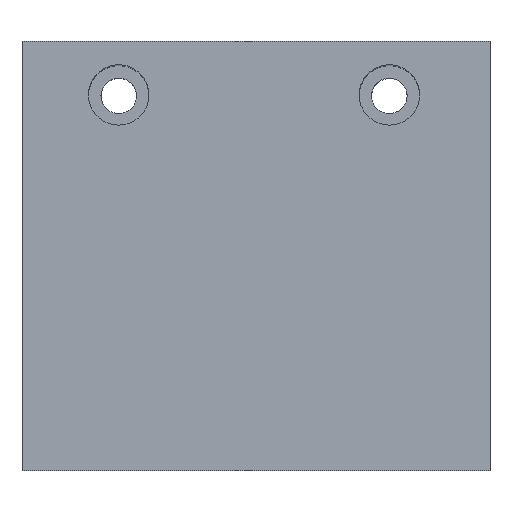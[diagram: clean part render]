
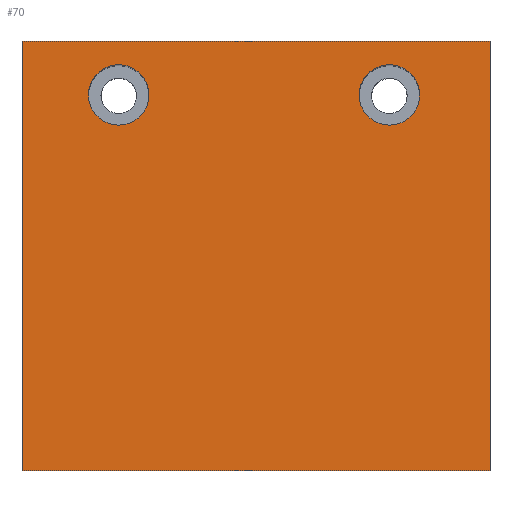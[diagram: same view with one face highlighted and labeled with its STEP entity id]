
A CAD part, front view. The second image highlights one B-rep face of the part: STEP entity #70.
In plain terms, the highlighted planar face has unit normal (0, -1, 0.013).
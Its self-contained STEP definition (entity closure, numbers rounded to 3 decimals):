
#7 = VERTEX_POINT ( 'NONE', #396 ) ;
#10 = DIRECTION ( 'NONE',  ( 0., -0.013, -1. ) ) ;
#17 = CARTESIAN_POINT ( 'NONE',  ( 21.5, -4.902, -29.597 ) ) ;
#18 = CARTESIAN_POINT ( 'NONE',  ( 12.255, -4.463, 4.95 ) ) ;
#47 = VERTEX_POINT ( 'NONE', #257 ) ;
#57 = DIRECTION ( 'NONE',  ( 0., -0.013, -1. ) ) ;
#69 = VERTEX_POINT ( 'NONE', #91 ) ;
#70 = ADVANCED_FACE ( 'NONE', ( #383, #131, #393 ), #306, .F. ) ;
#71 = EDGE_CURVE ( 'NONE', #332, #69, #124, .T. ) ;
#78 = ORIENTED_EDGE ( 'NONE', *, *, #137, .T. ) ;
#80 = EDGE_LOOP ( 'NONE', ( #123, #208 ) ) ;
#88 = CIRCLE ( 'NONE', #498, 2.779 ) ;
#91 = CARTESIAN_POINT ( 'NONE',  ( -21.5, -4.902, -29.597 ) ) ;
#96 = EDGE_CURVE ( 'NONE', #445, #7, #400, .T. ) ;
#101 = DIRECTION ( 'NONE',  ( 0., -1., 0.013 ) ) ;
#103 = DIRECTION ( 'NONE',  ( 0., -0.013, -1. ) ) ;
#118 = CARTESIAN_POINT ( 'NONE',  ( -21.5, -4.902, -29.597 ) ) ;
#123 = ORIENTED_EDGE ( 'NONE', *, *, #155, .F. ) ;
#124 = LINE ( 'NONE', #440, #202 ) ;
#131 = FACE_BOUND ( 'NONE', #80, .T. ) ;
#137 = EDGE_CURVE ( 'NONE', #222, #69, #410, .T. ) ;
#147 = VERTEX_POINT ( 'NONE', #296 ) ;
#155 = EDGE_CURVE ( 'NONE', #147, #437, #88, .T. ) ;
#163 = EDGE_CURVE ( 'NONE', #47, #222, #514, .T. ) ;
#173 = DIRECTION ( 'NONE',  ( 0., -0.013, -1. ) ) ;
#174 = DIRECTION ( 'NONE',  ( 0., 0.013, 1. ) ) ;
#179 = DIRECTION ( 'NONE',  ( 0., -1., 0.013 ) ) ;
#180 = AXIS2_PLACEMENT_3D ( 'NONE', #450, #101, #487 ) ;
#201 = EDGE_CURVE ( 'NONE', #437, #147, #330, .T. ) ;
#202 = VECTOR ( 'NONE', #218, 1000. ) ;
#208 = ORIENTED_EDGE ( 'NONE', *, *, #201, .F. ) ;
#218 = DIRECTION ( 'NONE',  ( -1., 0., 0. ) ) ;
#222 = VERTEX_POINT ( 'NONE', #254 ) ;
#230 = ORIENTED_EDGE ( 'NONE', *, *, #71, .F. ) ;
#245 = AXIS2_PLACEMENT_3D ( 'NONE', #358, #362, #103 ) ;
#251 = EDGE_CURVE ( 'NONE', #47, #332, #479, .T. ) ;
#254 = CARTESIAN_POINT ( 'NONE',  ( -21.5, -4.4, 9.9 ) ) ;
#257 = CARTESIAN_POINT ( 'NONE',  ( 21.5, -4.4, 9.9 ) ) ;
#259 = CARTESIAN_POINT ( 'NONE',  ( 12.255, -4.463, 4.95 ) ) ;
#296 = CARTESIAN_POINT ( 'NONE',  ( 12.255, -4.498, 2.171 ) ) ;
#306 = PLANE ( 'NONE',  #467 ) ;
#330 = CIRCLE ( 'NONE', #380, 2.779 ) ;
#332 = VERTEX_POINT ( 'NONE', #363 ) ;
#346 = DIRECTION ( 'NONE',  ( -1., 0., 0. ) ) ;
#358 = CARTESIAN_POINT ( 'NONE',  ( -12.615, -4.463, 4.95 ) ) ;
#362 = DIRECTION ( 'NONE',  ( 0., -1., 0.013 ) ) ;
#363 = CARTESIAN_POINT ( 'NONE',  ( 21.5, -4.902, -29.597 ) ) ;
#380 = AXIS2_PLACEMENT_3D ( 'NONE', #259, #179, #57 ) ;
#381 = ORIENTED_EDGE ( 'NONE', *, *, #96, .F. ) ;
#383 = FACE_BOUND ( 'NONE', #466, .T. ) ;
#388 = CARTESIAN_POINT ( 'NONE',  ( 21.5, -4.902, -29.597 ) ) ;
#393 = FACE_OUTER_BOUND ( 'NONE', #500, .T. ) ;
#394 = DIRECTION ( 'NONE',  ( 0., -1., 0.013 ) ) ;
#395 = EDGE_CURVE ( 'NONE', #7, #445, #424, .T. ) ;
#396 = CARTESIAN_POINT ( 'NONE',  ( -12.615, -4.498, 2.171 ) ) ;
#398 = DIRECTION ( 'NONE',  ( 0., -0.013, -1. ) ) ;
#400 = CIRCLE ( 'NONE', #180, 2.779 ) ;
#410 = LINE ( 'NONE', #118, #430 ) ;
#424 = CIRCLE ( 'NONE', #245, 2.779 ) ;
#430 = VECTOR ( 'NONE', #10, 1000. ) ;
#436 = VECTOR ( 'NONE', #346, 1000. ) ;
#437 = VERTEX_POINT ( 'NONE', #536 ) ;
#440 = CARTESIAN_POINT ( 'NONE',  ( 21.5, -4.902, -29.597 ) ) ;
#441 = CARTESIAN_POINT ( 'NONE',  ( 21.5, -4.4, 9.9 ) ) ;
#445 = VERTEX_POINT ( 'NONE', #497 ) ;
#450 = CARTESIAN_POINT ( 'NONE',  ( -12.615, -4.463, 4.95 ) ) ;
#459 = VECTOR ( 'NONE', #173, 1000. ) ;
#465 = ORIENTED_EDGE ( 'NONE', *, *, #395, .F. ) ;
#466 = EDGE_LOOP ( 'NONE', ( #465, #381 ) ) ;
#467 = AXIS2_PLACEMENT_3D ( 'NONE', #17, #473, #174 ) ;
#473 = DIRECTION ( 'NONE',  ( 0., 1., -0.013 ) ) ;
#479 = LINE ( 'NONE', #388, #459 ) ;
#487 = DIRECTION ( 'NONE',  ( 0., -0.013, -1. ) ) ;
#495 = ORIENTED_EDGE ( 'NONE', *, *, #251, .F. ) ;
#497 = CARTESIAN_POINT ( 'NONE',  ( -12.615, -4.428, 7.729 ) ) ;
#498 = AXIS2_PLACEMENT_3D ( 'NONE', #18, #394, #398 ) ;
#499 = ORIENTED_EDGE ( 'NONE', *, *, #163, .T. ) ;
#500 = EDGE_LOOP ( 'NONE', ( #78, #230, #495, #499 ) ) ;
#514 = LINE ( 'NONE', #441, #436 ) ;
#536 = CARTESIAN_POINT ( 'NONE',  ( 12.255, -4.428, 7.729 ) ) ;
